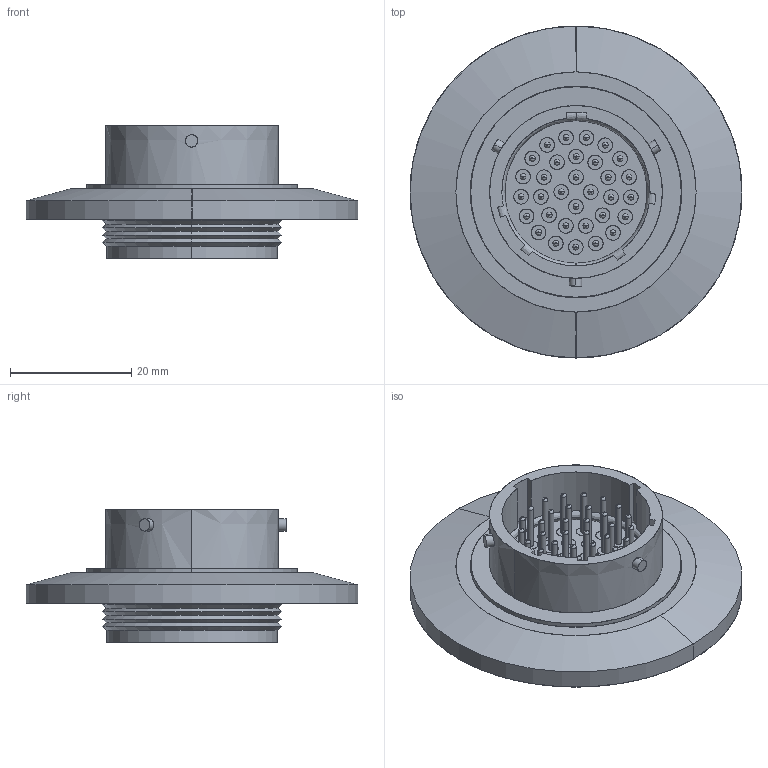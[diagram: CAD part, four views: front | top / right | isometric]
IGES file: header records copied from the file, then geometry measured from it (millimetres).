
Start section: SolidWorks IGES file using analytic representation for surfaces
Global section: file name: 24015-01-KF.IGS; native system: SolidWorks 2012; preprocessor: SolidWorks 2012; author: Obadiah Bucchieri; date: 130617.094340; units: inch
Bounding box: 54.86 x 54.86 x 21.97 mm (x, y, z)
Surface area: 14571.5 mm2 (no closed solid volume)
Topology: 0 solids, 0 shells, 643 faces, 10172 edges, 10172 vertices
Faces by surface type: revolution 335, bspline 308
